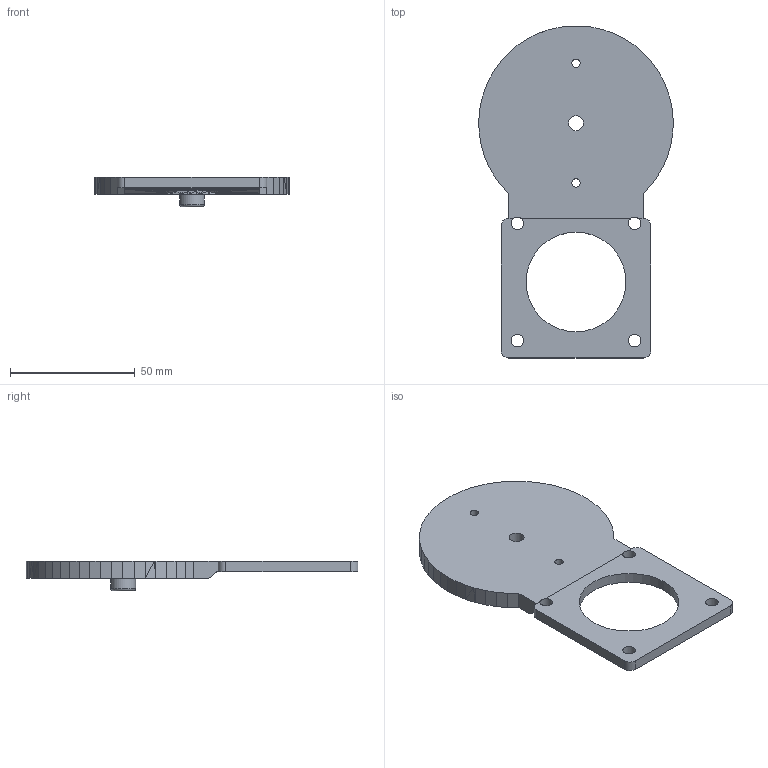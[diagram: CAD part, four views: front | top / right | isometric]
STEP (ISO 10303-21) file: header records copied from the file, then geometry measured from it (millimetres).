
FILE_DESCRIPTION(('FreeCAD Model'),'2;1');
FILE_NAME('Open CASCADE Shape Model','2024-08-13T08:58:18',('Author'),( ''),'Open CASCADE STEP processor 7.6','FreeCAD','Unknown');
FILE_SCHEMA(('AUTOMOTIVE_DESIGN { 1 0 10303 214 1 1 1 1 }'));
Products named in the file (1): 3_Robot_Link1_Low_supportRearmotor_1_unit
Bounding box: 78 x 133.09 x 12 mm (x, y, z)
Volume: 38032.8 mm3; surface area: 18146.9 mm2
Topology: 1 solids, 1 shells, 3108 faces, 4919 edges, 1814 vertices
Faces by surface type: plane 3094, cylinder 13, torus 1
Full cylindrical faces by diameter (mm): 3.4 x2, 5 x4, 6 x1, 10 x1, 40 x1
Entity records: 63030 total; most frequent: DIRECTION 11178, CARTESIAN_POINT 9842, ORIENTED_EDGE 9838, EDGE_CURVE 4919, LINE 4878, VECTOR 4878, AXIS2_PLACEMENT_3D 3150, FACE_BOUND 3125
